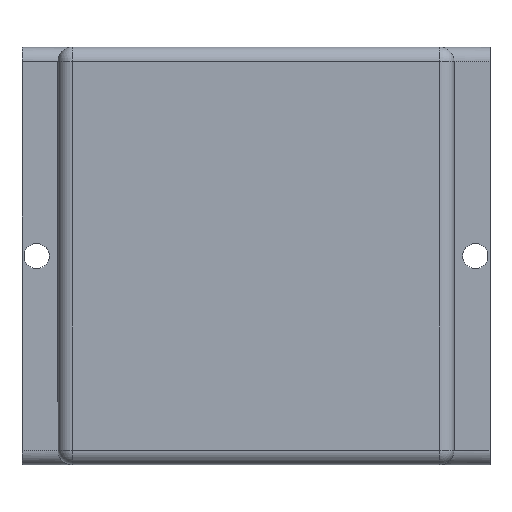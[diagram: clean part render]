
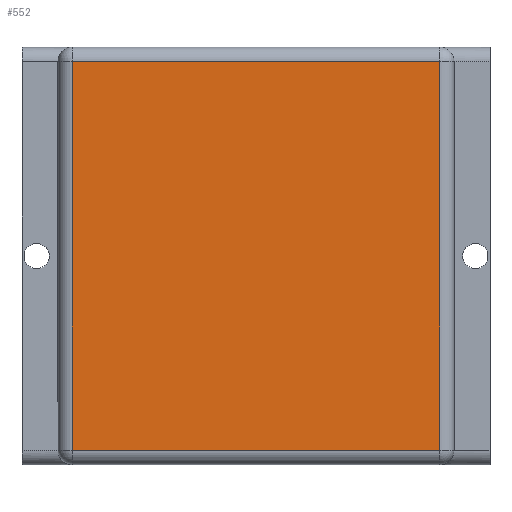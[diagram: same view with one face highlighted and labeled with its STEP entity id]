
A CAD part, top view. The second image highlights one B-rep face of the part: STEP entity #552.
In plain terms, the highlighted planar face has unit normal (0, 0, 1).
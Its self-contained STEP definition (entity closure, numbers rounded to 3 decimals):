
#11 = DIRECTION ( 'NONE',  ( 1., 0., 0. ) ) ;
#26 = CARTESIAN_POINT ( 'NONE',  ( 25.5, -27., 21. ) ) ;
#66 = CARTESIAN_POINT ( 'NONE',  ( 0., 0., 21. ) ) ;
#74 = DIRECTION ( 'NONE',  ( 0., -1., 0. ) ) ;
#77 = PLANE ( 'NONE',  #769 ) ;
#122 = FACE_OUTER_BOUND ( 'NONE', #609, .T. ) ;
#124 = ORIENTED_EDGE ( 'NONE', *, *, #851, .T. ) ;
#134 = LINE ( 'NONE', #202, #514 ) ;
#152 = ORIENTED_EDGE ( 'NONE', *, *, #630, .T. ) ;
#179 = DIRECTION ( 'NONE',  ( -1., 0., 0. ) ) ;
#202 = CARTESIAN_POINT ( 'NONE',  ( -25.5, -29., 21. ) ) ;
#205 = LINE ( 'NONE', #822, #220 ) ;
#206 = DIRECTION ( 'NONE',  ( 0., 0., 1. ) ) ;
#220 = VECTOR ( 'NONE', #607, 1000. ) ;
#229 = VERTEX_POINT ( 'NONE', #569 ) ;
#251 = VERTEX_POINT ( 'NONE', #768 ) ;
#263 = LINE ( 'NONE', #725, #530 ) ;
#276 = CARTESIAN_POINT ( 'NONE',  ( 25.5, 29., 21. ) ) ;
#355 = LINE ( 'NONE', #276, #521 ) ;
#371 = ORIENTED_EDGE ( 'NONE', *, *, #802, .T. ) ;
#453 = CARTESIAN_POINT ( 'NONE',  ( -25.5, -27., 21. ) ) ;
#495 = EDGE_CURVE ( 'NONE', #229, #251, #263, .T. ) ;
#514 = VECTOR ( 'NONE', #74, 1000. ) ;
#521 = VECTOR ( 'NONE', #850, 1000. ) ;
#530 = VECTOR ( 'NONE', #179, 1000. ) ;
#531 = VERTEX_POINT ( 'NONE', #453 ) ;
#552 = ADVANCED_FACE ( 'NONE', ( #122 ), #77, .T. ) ;
#569 = CARTESIAN_POINT ( 'NONE',  ( 25.5, 27., 21. ) ) ;
#607 = DIRECTION ( 'NONE',  ( 1., 0., 0. ) ) ;
#609 = EDGE_LOOP ( 'NONE', ( #152, #124, #724, #371 ) ) ;
#630 = EDGE_CURVE ( 'NONE', #531, #872, #205, .T. ) ;
#724 = ORIENTED_EDGE ( 'NONE', *, *, #495, .T. ) ;
#725 = CARTESIAN_POINT ( 'NONE',  ( -27.5, 27., 21. ) ) ;
#768 = CARTESIAN_POINT ( 'NONE',  ( -25.5, 27., 21. ) ) ;
#769 = AXIS2_PLACEMENT_3D ( 'NONE', #66, #206, #11 ) ;
#802 = EDGE_CURVE ( 'NONE', #251, #531, #134, .T. ) ;
#822 = CARTESIAN_POINT ( 'NONE',  ( 27.5, -27., 21. ) ) ;
#850 = DIRECTION ( 'NONE',  ( 0., 1., 0. ) ) ;
#851 = EDGE_CURVE ( 'NONE', #872, #229, #355, .T. ) ;
#872 = VERTEX_POINT ( 'NONE', #26 ) ;
